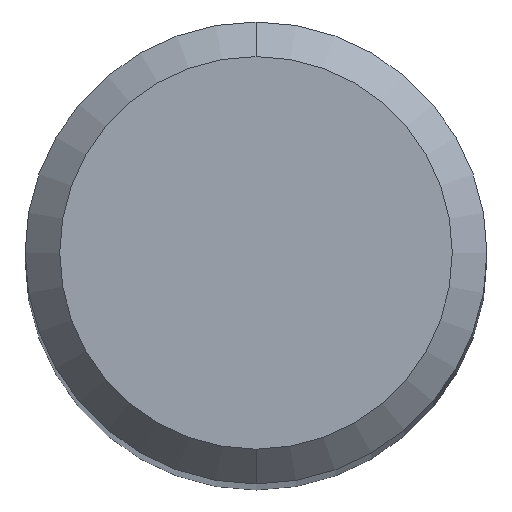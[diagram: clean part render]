
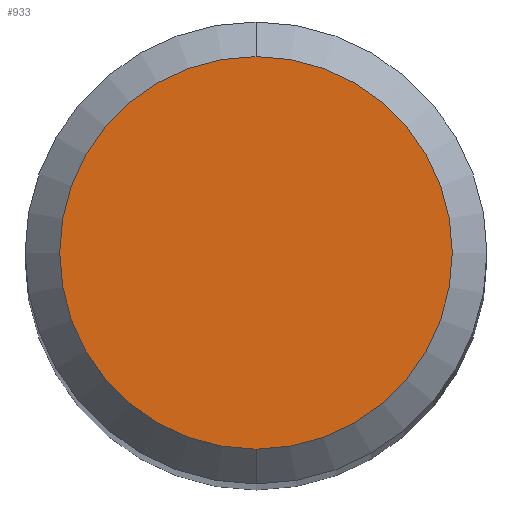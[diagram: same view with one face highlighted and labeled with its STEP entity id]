
A CAD part, top view. The second image highlights one B-rep face of the part: STEP entity #933.
In plain terms, the highlighted planar face has unit normal (0, 0, 1).
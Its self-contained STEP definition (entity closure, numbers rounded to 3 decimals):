
#435=EDGE_CURVE('',#991,#671,#1108,.T.);
#671=VERTEX_POINT('',#1366);
#707=EDGE_CURVE('',#671,#991,#1405,.T.);
#933=ADVANCED_FACE('',(#1654),#1655,.T.);
#991=VERTEX_POINT('',#1720);
#1108=CIRCLE('',#1933,1.7);
#1366=CARTESIAN_POINT('',(0.0,1.7,0.0));
#1405=CIRCLE('',#2796,1.7);
#1654=FACE_OUTER_BOUND('',#3818,.T.);
#1655=PLANE('',#3819);
#1720=CARTESIAN_POINT('',(0.,-1.7,0.0));
#1933=AXIS2_PLACEMENT_3D('',#4125,#4126,#4127);
#2796=AXIS2_PLACEMENT_3D('',#4472,#4473,#4474);
#3818=EDGE_LOOP('',(#4766,#4767));
#3819=AXIS2_PLACEMENT_3D('',#4768,#4769,#4770);
#4125=CARTESIAN_POINT('',(0.0,0.0,0.0));
#4126=DIRECTION('',(0.0,0.0,-1.0));
#4127=DIRECTION('',(0.0,1.0,0.0));
#4472=CARTESIAN_POINT('',(0.0,0.0,0.0));
#4473=DIRECTION('',(0.0,0.0,-1.0));
#4474=DIRECTION('',(0.0,1.0,0.0));
#4766=ORIENTED_EDGE('',*,*,#707,.F.);
#4767=ORIENTED_EDGE('',*,*,#435,.F.);
#4768=CARTESIAN_POINT('',(0.0,0.85,0.0));
#4769=DIRECTION('',(-0.0,0.0,1.0));
#4770=DIRECTION('',(0.0,-1.0,0.0));
